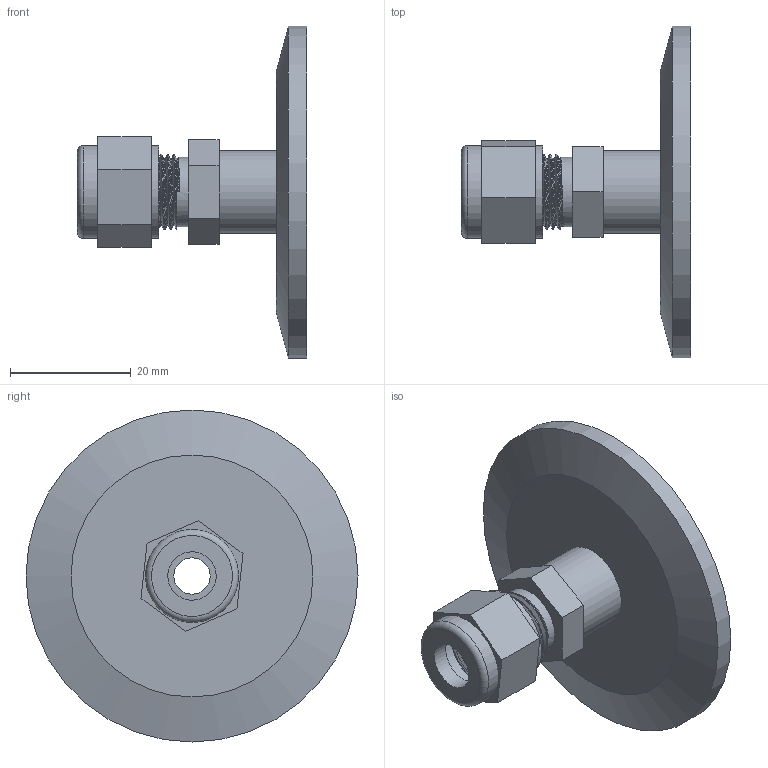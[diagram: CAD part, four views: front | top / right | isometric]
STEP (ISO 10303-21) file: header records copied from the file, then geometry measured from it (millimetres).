
FILE_DESCRIPTION (( 'STEP AP214' ), '1' );
FILE_NAME ('1KF40DB8FULLVAC.STEP', '2025-06-11T15:35:03', ( '' ), ( '' ), 'SwSTEP 2.0', 'SolidWorks 2017', '' );
FILE_SCHEMA (( 'AUTOMOTIVE_DESIGN' ));
Length unit declared in the file: millimetre
Products named in the file (4): BS1KF40-13.7; 1KF40DB8FULLVAC; SWAG8ECROU; SWAG8ASOUDER
Assembly tree (3 placements, depth 2):
  1KF40DB8FULLVAC
    SWAG8ASOUDER
    SWAG8ECROU
    BS1KF40-13.7
Bounding box: 37.95 x 55 x 55 mm (x, y, z)
Volume: 13176.1 mm3; surface area: 10034 mm2
Topology: 3 solids, 3 shells, 57 faces, 128 edges, 85 vertices
Faces by surface type: plane 30, cylinder 13, bspline 9, cone 4, torus 1
Full cylindrical faces by diameter (mm): 6 x1, 8 x1, 8.1 x1, 11 x1, 11.5 x1, 12.53 x1, 13.7 x2, 15.4 x2, 31.5 x1, 41.2 x1, 55 x1
Entity records: 7117 total; most frequent: CARTESIAN_POINT 5879, DIRECTION 210, ORIENTED_EDGE 206, EDGE_CURVE 103, EDGE_LOOP 89, AXIS2_PLACEMENT_3D 85, VERTEX_POINT 78, FACE_OUTER_BOUND 71
